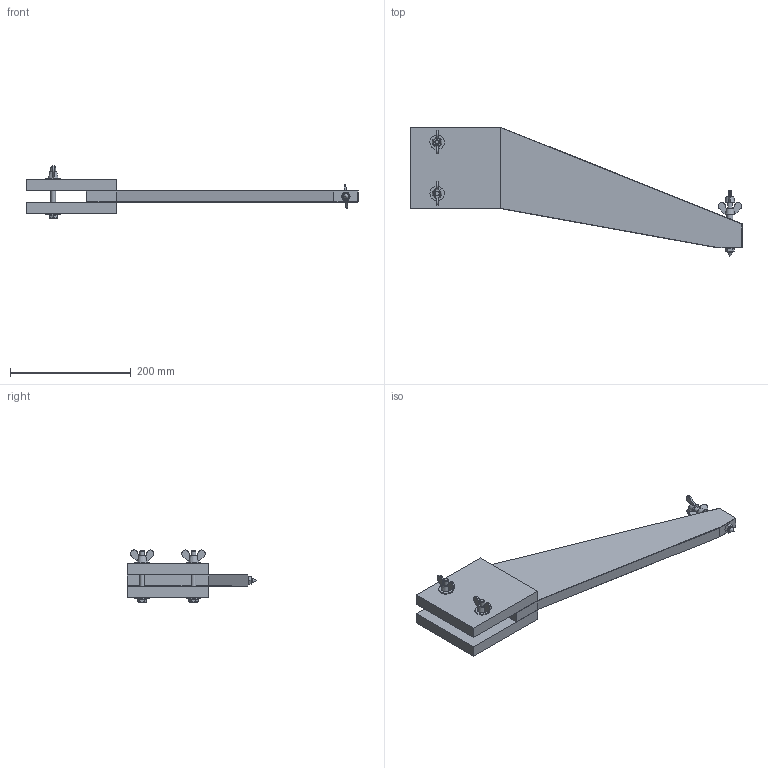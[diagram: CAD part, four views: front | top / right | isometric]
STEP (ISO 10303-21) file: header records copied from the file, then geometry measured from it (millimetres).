
FILE_DESCRIPTION((''),'2;1');
FILE_NAME('Startrampe_Standbein.stp','2012-05-16T22:59:00',('TSG'),(''),'','','');
FILE_SCHEMA(('AUTOMOTIVE_DESIGN { 1 0 10303 214 1 1 1 1 }'));
Length unit declared in the file: millimetre
Products named in the file (9): Startrampe_Fuß; Standbein_Fuß; Standbein_Block_Halter; Standbein_Kupferrohr; Gewindestange_M8_100; DIN 315 M8; DIN 934 - ersetzt durch DIN EN 24032/28673/28674 M8; DIN EN 24017 M8 x 80; DIN 9021 8,4
Assembly tree (16 placements, depth 2):
  Startrampe_Fuß
    Standbein_Fuß
    Standbein_Block_Halter  x2
    Standbein_Kupferrohr
    Gewindestange_M8_100
    DIN 315 M8  x4
    DIN 934 - ersetzt durch DIN EN 24032/28673/28674 M8
    DIN EN 24017 M8 x 80  x2
    DIN 9021 8,4  x4
Bounding box: 550 x 215 x 86.28 mm (x, y, z)
Volume: 1605887.5 mm3; surface area: 234569 mm2
Topology: 16 solids, 16 shells, 198 faces, 429 edges, 266 vertices
Faces by surface type: plane 113, cone 36, bspline 26, cylinder 23
Full cylindrical faces by diameter (mm): 6.647 x4, 8 x4, 8.4 x4, 10 x1, 11.63 x2, 24 x4
Entity records: 3126 total; most frequent: CARTESIAN_POINT 625, DIRECTION 482, ORIENTED_EDGE 406, EDGE_CURVE 203, AXIS2_PLACEMENT_3D 180, EDGE_LOOP 150, VERTEX_POINT 133, VECTOR 122
